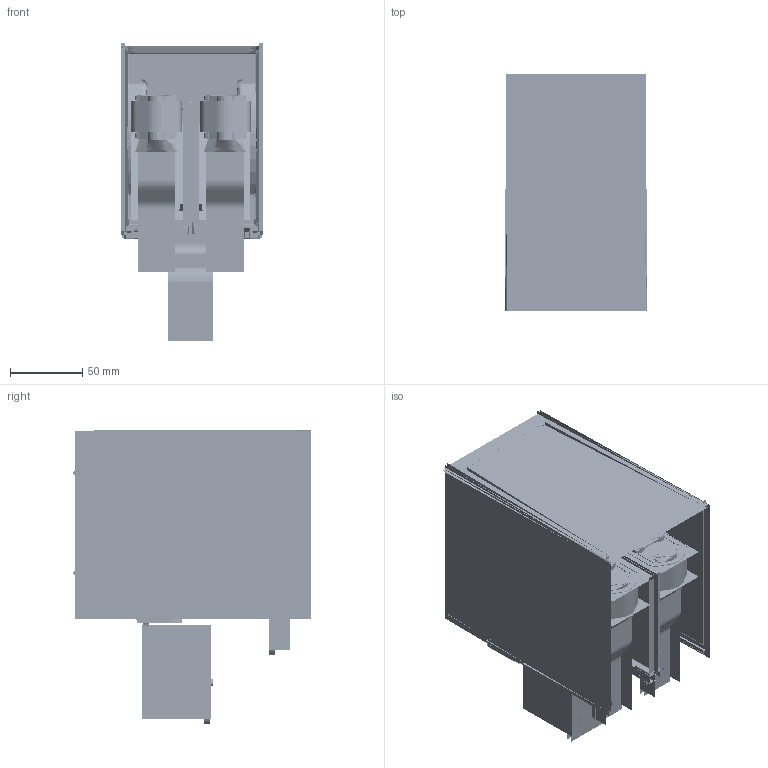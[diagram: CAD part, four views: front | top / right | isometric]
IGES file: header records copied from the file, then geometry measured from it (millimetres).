
Start section:  PTC IGES file: 1seb622529_asm.igs
Global section: file name: 1seb622529_asm.igs; native system: Creo Parametric by PTC Inc.; preprocessor: 2019164; author: FIALPRI1; organization: Unknown; date: 20201009.152306; units: millimetre
Bounding box: 98.16 x 164.78 x 205.97 mm (x, y, z)
Surface area: 2778252.9 mm2 (no closed solid volume)
Topology: 0 solids, 0 shells, 17830 faces, 286156 edges, 362762 vertices
Faces by surface type: bspline 13702, extrusion 2790, revolution 1338
